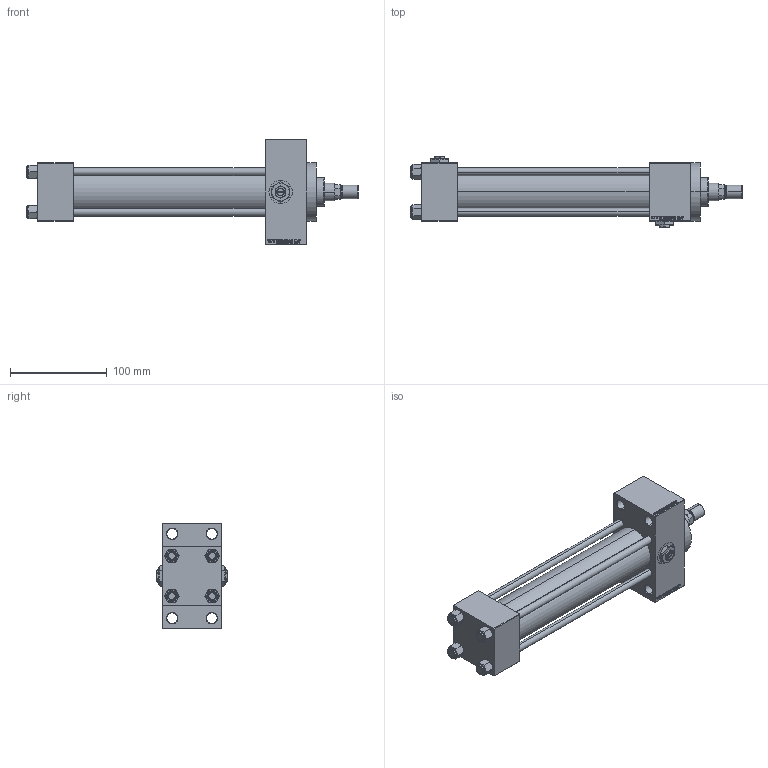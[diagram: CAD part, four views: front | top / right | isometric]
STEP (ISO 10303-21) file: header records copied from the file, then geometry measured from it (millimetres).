
FILE_DESCRIPTION (( 'STEP AP203' ), '1' );
FILE_NAME ('771a.STEP', '2025-07-16T12:32:27', ( '' ), ( '' ), 'SwSTEP 2.0', 'SolidWorks 2019', '' );
FILE_SCHEMA (( 'CONFIG_CONTROL_DESIGN' ));
Length unit declared in the file: millimetre
Products named in the file (8): NUT_M5_D bd3ec4eb847b61892ce289b02136f79f; Zatka_pro_OIL_PORT bd3ec4eb847b61892ce289b02136f79f; V215CR_D_TYCINKA bd3ec4eb847b61892ce289b02136f79f; V215_VC_A bd3ec4eb847b61892ce289b02136f79f; 771a; V215CR_VCP_D bd3ec4eb847b61892ce289b02136f79f; ROD_END_AH bd3ec4eb847b61892ce289b02136f79f; V215CR_D_Body bd3ec4eb847b61892ce289b02136f79f
Assembly tree (14 placements, depth 2):
  771a
    V215CR_D_Body bd3ec4eb847b61892ce289b02136f79f
    V215CR_VCP_D bd3ec4eb847b61892ce289b02136f79f
    NUT_M5_D bd3ec4eb847b61892ce289b02136f79f  x4
    V215CR_D_TYCINKA bd3ec4eb847b61892ce289b02136f79f  x4
    V215_VC_A bd3ec4eb847b61892ce289b02136f79f
    ROD_END_AH bd3ec4eb847b61892ce289b02136f79f
    Zatka_pro_OIL_PORT bd3ec4eb847b61892ce289b02136f79f  x2
Bounding box: 343 x 74 x 109 mm (x, y, z)
Volume: 643837.7 mm3; surface area: 184020.2 mm2
Topology: 14 solids, 14 shells, 1203 faces, 2974 edges, 1915 vertices
Faces by surface type: plane 546, bspline 368, cone 186, cylinder 93, torus 10
Entity records: 49183 total; most frequent: CARTESIAN_POINT 25569, ORIENTED_EDGE 5248, DIRECTION 3446, EDGE_CURVE 2624, VERTEX_POINT 1713, VECTOR 1548, LINE 1548, EDGE_LOOP 1175
